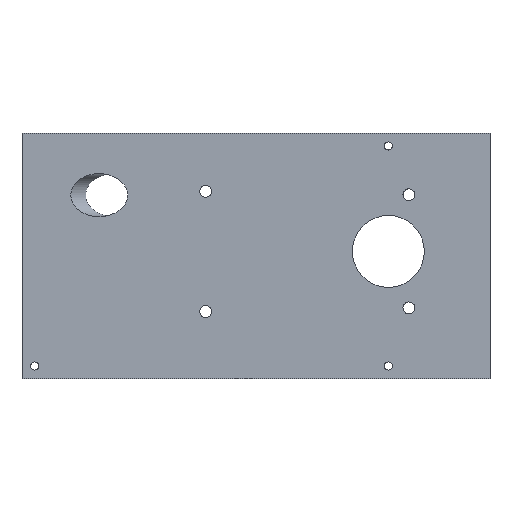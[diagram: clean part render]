
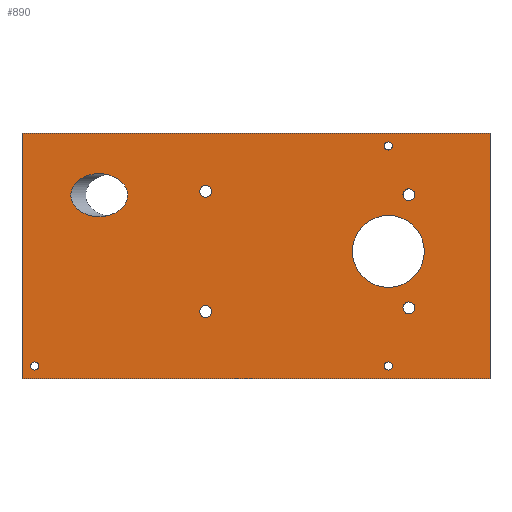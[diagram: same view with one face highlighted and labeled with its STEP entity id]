
A CAD part, front view. The second image highlights one B-rep face of the part: STEP entity #890.
In plain terms, the highlighted planar face has unit normal (0, -1, 0).
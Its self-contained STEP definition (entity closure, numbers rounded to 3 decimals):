
#235=CARTESIAN_POINT('',(-0.941,264.653,567.05));
#236=VERTEX_POINT('',#235);
#243=CARTESIAN_POINT('',(184.118,264.653,567.05));
#244=VERTEX_POINT('',#243);
#245=CARTESIAN_POINT('',(-0.941,264.653,567.05));
#246=DIRECTION('',(1.,-0.,0.));
#247=VECTOR('',#246,185.059);
#248=LINE('',#245,#247);
#249=EDGE_CURVE('',#236,#244,#248,.T.);
#668=CARTESIAN_POINT('',(-0.941,264.653,470.05));
#669=VERTEX_POINT('',#668);
#670=CARTESIAN_POINT('',(-0.941,264.653,470.05));
#671=DIRECTION('',(0.,0.,1.));
#672=VECTOR('',#671,97.);
#673=LINE('',#670,#672);
#674=EDGE_CURVE('',#669,#236,#673,.T.);
#687=CARTESIAN_POINT('',(91.589,264.653,518.55));
#688=DIRECTION('',(0.,1.,-0.));
#689=DIRECTION('',(-0.,-0.,-1.));
#690=AXIS2_PLACEMENT_3D('',#687,#688,#689);
#691=PLANE('',#690);
#692=CARTESIAN_POINT('',(18.361,264.653,542.61));
#693=VERTEX_POINT('',#692);
#694=CARTESIAN_POINT('',(40.847,264.653,542.61));
#695=VERTEX_POINT('',#694);
#696=CARTESIAN_POINT('',(29.604,264.653,542.61));
#697=DIRECTION('',(0.,1.,-0.));
#698=DIRECTION('',(-1.,0.,-0.));
#699=AXIS2_PLACEMENT_3D('',#696,#697,#698);
#700=ELLIPSE('',#699,11.243,8.5);
#701=EDGE_CURVE('',#693,#695,#700,.T.);
#702=ORIENTED_EDGE('',*,*,#701,.T.);
#703=CARTESIAN_POINT('',(29.604,264.653,542.61));
#704=DIRECTION('',(0.,1.,-0.));
#705=DIRECTION('',(-1.,0.,-0.));
#706=AXIS2_PLACEMENT_3D('',#703,#704,#705);
#707=ELLIPSE('',#706,11.243,8.5);
#708=EDGE_CURVE('',#695,#693,#707,.T.);
#709=ORIENTED_EDGE('',*,*,#708,.T.);
#710=EDGE_LOOP('',(#702,#709));
#711=FACE_BOUND('',#710,.T.);
#712=ORIENTED_EDGE('',*,*,#249,.F.);
#713=ORIENTED_EDGE('',*,*,#674,.F.);
#714=CARTESIAN_POINT('',(184.118,264.653,470.05));
#715=VERTEX_POINT('',#714);
#716=CARTESIAN_POINT('',(184.118,264.653,470.05));
#717=DIRECTION('',(-1.,0.,0.));
#718=VECTOR('',#717,185.059);
#719=LINE('',#716,#718);
#720=EDGE_CURVE('',#715,#669,#719,.T.);
#721=ORIENTED_EDGE('',*,*,#720,.F.);
#722=CARTESIAN_POINT('',(184.118,264.653,567.05));
#723=DIRECTION('',(-0.,-0.,-1.));
#724=VECTOR('',#723,97.);
#725=LINE('',#722,#724);
#726=EDGE_CURVE('',#244,#715,#725,.T.);
#727=ORIENTED_EDGE('',*,*,#726,.F.);
#728=EDGE_LOOP('',(#712,#713,#721,#727));
#729=FACE_BOUND('',#728,.T.);
#730=CARTESIAN_POINT('',(143.92,264.653,560.45));
#731=VERTEX_POINT('',#730);
#732=CARTESIAN_POINT('',(142.32,264.653,562.05));
#733=VERTEX_POINT('',#732);
#734=CARTESIAN_POINT('',(143.92,264.653,562.05));
#735=DIRECTION('',(-0.,-1.,0.));
#736=DIRECTION('',(-1.,0.,0.));
#737=AXIS2_PLACEMENT_3D('',#734,#735,#736);
#738=CIRCLE('',#737,1.6);
#739=EDGE_CURVE('',#731,#733,#738,.T.);
#740=ORIENTED_EDGE('',*,*,#739,.F.);
#741=CARTESIAN_POINT('',(143.92,264.653,562.05));
#742=DIRECTION('',(-0.,-1.,0.));
#743=DIRECTION('',(-1.,0.,0.));
#744=AXIS2_PLACEMENT_3D('',#741,#742,#743);
#745=CIRCLE('',#744,1.6);
#746=EDGE_CURVE('',#733,#731,#745,.T.);
#747=ORIENTED_EDGE('',*,*,#746,.F.);
#748=EDGE_LOOP('',(#740,#747));
#749=FACE_BOUND('',#748,.T.);
#750=CARTESIAN_POINT('',(143.92,264.653,473.45));
#751=VERTEX_POINT('',#750);
#752=CARTESIAN_POINT('',(142.32,264.653,475.05));
#753=VERTEX_POINT('',#752);
#754=CARTESIAN_POINT('',(143.92,264.653,475.05));
#755=DIRECTION('',(-0.,-1.,0.));
#756=DIRECTION('',(-1.,0.,0.));
#757=AXIS2_PLACEMENT_3D('',#754,#755,#756);
#758=CIRCLE('',#757,1.6);
#759=EDGE_CURVE('',#751,#753,#758,.T.);
#760=ORIENTED_EDGE('',*,*,#759,.F.);
#761=CARTESIAN_POINT('',(143.92,264.653,475.05));
#762=DIRECTION('',(-0.,-1.,0.));
#763=DIRECTION('',(-1.,0.,0.));
#764=AXIS2_PLACEMENT_3D('',#761,#762,#763);
#765=CIRCLE('',#764,1.6);
#766=EDGE_CURVE('',#753,#751,#765,.T.);
#767=ORIENTED_EDGE('',*,*,#766,.F.);
#768=EDGE_LOOP('',(#760,#767));
#769=FACE_BOUND('',#768,.T.);
#770=CARTESIAN_POINT('',(4.059,264.653,473.45));
#771=VERTEX_POINT('',#770);
#772=CARTESIAN_POINT('',(2.459,264.653,475.05));
#773=VERTEX_POINT('',#772);
#774=CARTESIAN_POINT('',(4.059,264.653,475.05));
#775=DIRECTION('',(-0.,-1.,0.));
#776=DIRECTION('',(-1.,0.,0.));
#777=AXIS2_PLACEMENT_3D('',#774,#775,#776);
#778=CIRCLE('',#777,1.6);
#779=EDGE_CURVE('',#771,#773,#778,.T.);
#780=ORIENTED_EDGE('',*,*,#779,.F.);
#781=CARTESIAN_POINT('',(4.059,264.653,475.05));
#782=DIRECTION('',(-0.,-1.,0.));
#783=DIRECTION('',(-1.,0.,0.));
#784=AXIS2_PLACEMENT_3D('',#781,#782,#783);
#785=CIRCLE('',#784,1.6);
#786=EDGE_CURVE('',#773,#771,#785,.T.);
#787=ORIENTED_EDGE('',*,*,#786,.F.);
#788=EDGE_LOOP('',(#780,#787));
#789=FACE_BOUND('',#788,.T.);
#790=CARTESIAN_POINT('',(69.328,264.653,496.582));
#791=VERTEX_POINT('',#790);
#792=CARTESIAN_POINT('',(71.678,264.653,498.932));
#793=VERTEX_POINT('',#792);
#794=CARTESIAN_POINT('',(71.678,264.653,496.582));
#795=DIRECTION('',(0.,1.,-0.));
#796=DIRECTION('',(-1.,0.,0.));
#797=AXIS2_PLACEMENT_3D('',#794,#795,#796);
#798=CIRCLE('',#797,2.35);
#799=EDGE_CURVE('',#791,#793,#798,.T.);
#800=ORIENTED_EDGE('',*,*,#799,.T.);
#801=CARTESIAN_POINT('',(71.678,264.653,496.582));
#802=DIRECTION('',(0.,1.,-0.));
#803=DIRECTION('',(-1.,0.,0.));
#804=AXIS2_PLACEMENT_3D('',#801,#802,#803);
#805=CIRCLE('',#804,2.35);
#806=EDGE_CURVE('',#793,#791,#805,.T.);
#807=ORIENTED_EDGE('',*,*,#806,.T.);
#808=EDGE_LOOP('',(#800,#807));
#809=FACE_BOUND('',#808,.T.);
#810=CARTESIAN_POINT('',(69.328,264.653,544.155));
#811=VERTEX_POINT('',#810);
#812=CARTESIAN_POINT('',(71.678,264.653,546.505));
#813=VERTEX_POINT('',#812);
#814=CARTESIAN_POINT('',(71.678,264.653,544.155));
#815=DIRECTION('',(0.,1.,-0.));
#816=DIRECTION('',(-1.,0.,0.));
#817=AXIS2_PLACEMENT_3D('',#814,#815,#816);
#818=CIRCLE('',#817,2.35);
#819=EDGE_CURVE('',#811,#813,#818,.T.);
#820=ORIENTED_EDGE('',*,*,#819,.T.);
#821=CARTESIAN_POINT('',(71.678,264.653,544.155));
#822=DIRECTION('',(0.,1.,-0.));
#823=DIRECTION('',(-1.,0.,0.));
#824=AXIS2_PLACEMENT_3D('',#821,#822,#823);
#825=CIRCLE('',#824,2.35);
#826=EDGE_CURVE('',#813,#811,#825,.T.);
#827=ORIENTED_EDGE('',*,*,#826,.T.);
#828=EDGE_LOOP('',(#820,#827));
#829=FACE_BOUND('',#828,.T.);
#830=CARTESIAN_POINT('',(149.715,264.653,542.731));
#831=VERTEX_POINT('',#830);
#832=CARTESIAN_POINT('',(152.065,264.653,545.081));
#833=VERTEX_POINT('',#832);
#834=CARTESIAN_POINT('',(152.065,264.653,542.731));
#835=DIRECTION('',(0.,1.,-0.));
#836=DIRECTION('',(-1.,0.,0.));
#837=AXIS2_PLACEMENT_3D('',#834,#835,#836);
#838=CIRCLE('',#837,2.35);
#839=EDGE_CURVE('',#831,#833,#838,.T.);
#840=ORIENTED_EDGE('',*,*,#839,.T.);
#841=CARTESIAN_POINT('',(152.065,264.653,542.731));
#842=DIRECTION('',(0.,1.,-0.));
#843=DIRECTION('',(-1.,0.,0.));
#844=AXIS2_PLACEMENT_3D('',#841,#842,#843);
#845=CIRCLE('',#844,2.35);
#846=EDGE_CURVE('',#833,#831,#845,.T.);
#847=ORIENTED_EDGE('',*,*,#846,.T.);
#848=EDGE_LOOP('',(#840,#847));
#849=FACE_BOUND('',#848,.T.);
#850=CARTESIAN_POINT('',(149.696,264.653,498.016));
#851=VERTEX_POINT('',#850);
#852=CARTESIAN_POINT('',(152.046,264.653,500.366));
#853=VERTEX_POINT('',#852);
#854=CARTESIAN_POINT('',(152.046,264.653,498.016));
#855=DIRECTION('',(0.,1.,-0.));
#856=DIRECTION('',(-1.,0.,0.));
#857=AXIS2_PLACEMENT_3D('',#854,#855,#856);
#858=CIRCLE('',#857,2.35);
#859=EDGE_CURVE('',#851,#853,#858,.T.);
#860=ORIENTED_EDGE('',*,*,#859,.T.);
#861=CARTESIAN_POINT('',(152.046,264.653,498.016));
#862=DIRECTION('',(0.,1.,-0.));
#863=DIRECTION('',(-1.,0.,0.));
#864=AXIS2_PLACEMENT_3D('',#861,#862,#863);
#865=CIRCLE('',#864,2.35);
#866=EDGE_CURVE('',#853,#851,#865,.T.);
#867=ORIENTED_EDGE('',*,*,#866,.T.);
#868=EDGE_LOOP('',(#860,#867));
#869=FACE_BOUND('',#868,.T.);
#870=CARTESIAN_POINT('',(129.687,264.653,520.377));
#871=VERTEX_POINT('',#870);
#872=CARTESIAN_POINT('',(143.918,264.653,534.608));
#873=VERTEX_POINT('',#872);
#874=CARTESIAN_POINT('',(143.918,264.653,520.377));
#875=DIRECTION('',(0.,1.,-0.));
#876=DIRECTION('',(-1.,0.,0.));
#877=AXIS2_PLACEMENT_3D('',#874,#875,#876);
#878=CIRCLE('',#877,14.231);
#879=EDGE_CURVE('',#871,#873,#878,.T.);
#880=ORIENTED_EDGE('',*,*,#879,.T.);
#881=CARTESIAN_POINT('',(143.918,264.653,520.377));
#882=DIRECTION('',(0.,1.,-0.));
#883=DIRECTION('',(-1.,0.,0.));
#884=AXIS2_PLACEMENT_3D('',#881,#882,#883);
#885=CIRCLE('',#884,14.231);
#886=EDGE_CURVE('',#873,#871,#885,.T.);
#887=ORIENTED_EDGE('',*,*,#886,.T.);
#888=EDGE_LOOP('',(#880,#887));
#889=FACE_BOUND('',#888,.T.);
#890=ADVANCED_FACE('',(#711,#729,#749,#769,#789,#809,#829,#849,#869,#889),#691,.F.);
